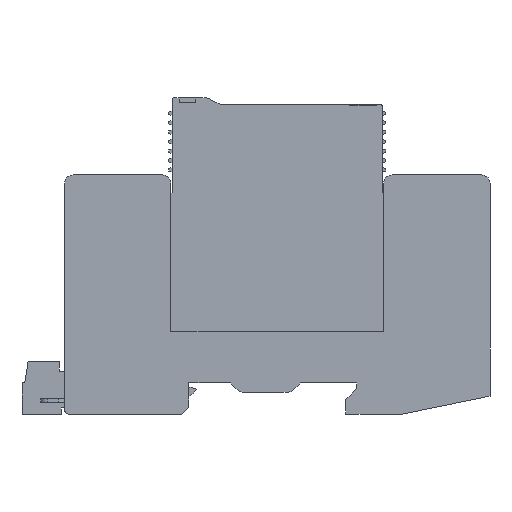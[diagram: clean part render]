
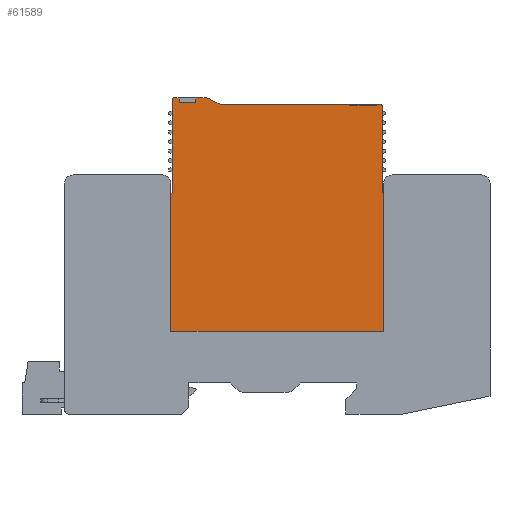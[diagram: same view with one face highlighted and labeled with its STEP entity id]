
A CAD part, front view. The second image highlights one B-rep face of the part: STEP entity #61589.
In plain terms, the highlighted planar face has unit normal (0, -1, 0).
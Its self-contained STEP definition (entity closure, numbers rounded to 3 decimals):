
#59575=DIRECTION('',(0.,0.,1.));
#59576=VECTOR('',#59575,29.3);
#59577=CARTESIAN_POINT('',(9.51,-22.35,
26.396));
#59578=LINE('',#59577,#59576);
#59596=CARTESIAN_POINT('',(-34.94,-22.35,
75.496));
#59597=DIRECTION('',(0.,1.,0.));
#59598=DIRECTION('',(-1.,0.,0.));
#59599=AXIS2_PLACEMENT_3D('',#59596,#59597,#59598);
#59604=DIRECTION('',(0.,0.,-1.));
#59605=VECTOR('',#59604,1.);
#59606=CARTESIAN_POINT('',(-33.747,-22.35,
75.796));
#59607=LINE('',#59606,#59605);
#59611=DIRECTION('',(1.,0.,0.));
#59612=VECTOR('',#59611,3.5);
#59613=CARTESIAN_POINT('',(-33.747,-22.35,
74.796));
#59614=LINE('',#59613,#59612);
#59618=CARTESIAN_POINT('',(-28.04,-22.35,
74.746));
#59619=DIRECTION('',(0.,1.,0.));
#59620=DIRECTION('',(0.,0.,1.));
#59621=AXIS2_PLACEMENT_3D('',#59618,#59619,#59620);
#59626=DIRECTION('',(0.891,0.,-0.454));
#59627=VECTOR('',#59626,2.802);
#59628=CARTESIAN_POINT('',(-27.563,-22.35,
75.682));
#59629=LINE('',#59628,#59627);
#59633=CARTESIAN_POINT('',(-24.59,-22.35,
75.346));
#59634=DIRECTION('',(0.,-1.,0.));
#59635=DIRECTION('',(-0.454,0.,-0.891));
#59636=AXIS2_PLACEMENT_3D('',#59633,#59634,#59635);
#59641=DIRECTION('',(0.,0.,-1.));
#59642=VECTOR('',#59641,0.1);
#59643=CARTESIAN_POINT('',(2.36,-22.35,
74.296));
#59644=LINE('',#59643,#59642);
#59648=DIRECTION('',(1.,0.,0.));
#59649=VECTOR('',#59648,5.6);
#59650=CARTESIAN_POINT('',(2.36,-22.35,
74.196));
#59651=LINE('',#59650,#59649);
#59655=DIRECTION('',(0.,0.,1.));
#59656=VECTOR('',#59655,0.1);
#59657=CARTESIAN_POINT('',(7.96,-22.35,
74.196));
#59658=LINE('',#59657,#59656);
#59662=CARTESIAN_POINT('',(8.96,-22.35,
73.996));
#59663=DIRECTION('',(0.,1.,0.));
#59664=DIRECTION('',(0.,0.,1.));
#59665=AXIS2_PLACEMENT_3D('',#59662,#59663,#59664);
#59670=DIRECTION('',(0.,0.,1.));
#59671=VECTOR('',#59670,18.3);
#59672=CARTESIAN_POINT('',(9.26,-22.35,
55.696));
#59673=LINE('',#59672,#59671);
#59754=DIRECTION('',(-1.,0.,0.));
#59755=VECTOR('',#59754,0.25);
#59756=CARTESIAN_POINT('',(9.51,-22.35,
55.696));
#59757=LINE('',#59756,#59755);
#59775=DIRECTION('',(-1.,0.,0.));
#59776=VECTOR('',#59775,1.);
#59777=CARTESIAN_POINT('',(8.96,-22.35,
74.296));
#59778=LINE('',#59777,#59776);
#59782=DIRECTION('',(-1.,0.,0.));
#59783=VECTOR('',#59782,26.95);
#59784=CARTESIAN_POINT('',(2.36,-22.35,
74.296));
#59785=LINE('',#59784,#59783);
#59887=DIRECTION('',(-1.,0.,0.));
#59888=VECTOR('',#59887,2.207);
#59889=CARTESIAN_POINT('',(-28.04,-22.35,
75.796));
#59890=LINE('',#59889,#59888);
#59894=DIRECTION('',(0.,0.,-1.));
#59895=VECTOR('',#59894,1.);
#59896=CARTESIAN_POINT('',(-30.247,-22.35,
75.796));
#59897=LINE('',#59896,#59895);
#59943=DIRECTION('',(-1.,0.,0.));
#59944=VECTOR('',#59943,1.193);
#59945=CARTESIAN_POINT('',(-33.747,-22.35,
75.796));
#59946=LINE('',#59945,#59944);
#59985=DIRECTION('',(0.,0.,-1.));
#59986=VECTOR('',#59985,19.8);
#59987=CARTESIAN_POINT('',(-35.24,-22.35,
75.496));
#59988=LINE('',#59987,#59986);
#60041=DIRECTION('',(-1.,0.,0.));
#60042=VECTOR('',#60041,0.25);
#60043=CARTESIAN_POINT('',(-35.24,-22.35,
55.696));
#60044=LINE('',#60043,#60042);
#60062=DIRECTION('',(0.,0.,-1.));
#60063=VECTOR('',#60062,29.3);
#60064=CARTESIAN_POINT('',(-35.49,-22.35,
55.696));
#60065=LINE('',#60064,#60063);
#60083=DIRECTION('',(1.,0.,0.));
#60084=VECTOR('',#60083,45.);
#60085=CARTESIAN_POINT('',(-35.49,-22.35,
26.396));
#60086=LINE('',#60085,#60084);
#61204=CARTESIAN_POINT('',(9.51,-22.35,
26.396));
#61205=CARTESIAN_POINT('',(9.51,-22.35,
55.696));
#61206=VERTEX_POINT('',#61204);
#61207=VERTEX_POINT('',#61205);
#61208=CARTESIAN_POINT('',(9.26,-22.35,
55.696));
#61209=CARTESIAN_POINT('',(9.26,-22.35,
73.996));
#61210=VERTEX_POINT('',#61208);
#61211=VERTEX_POINT('',#61209);
#61212=CARTESIAN_POINT('',(-35.49,-22.35,
26.396));
#61213=VERTEX_POINT('',#61212);
#61214=CARTESIAN_POINT('',(-35.49,-22.35,
55.696));
#61215=VERTEX_POINT('',#61214);
#61216=CARTESIAN_POINT('',(-35.24,-22.35,
55.696));
#61217=VERTEX_POINT('',#61216);
#61218=CARTESIAN_POINT('',(-35.24,-22.35,
75.496));
#61219=VERTEX_POINT('',#61218);
#61220=CARTESIAN_POINT('',(-34.94,-22.35,
75.796));
#61221=VERTEX_POINT('',#61220);
#61222=CARTESIAN_POINT('',(-33.747,-22.35,
75.796));
#61223=VERTEX_POINT('',#61222);
#61224=CARTESIAN_POINT('',(-33.747,-22.35,
74.796));
#61225=VERTEX_POINT('',#61224);
#61226=CARTESIAN_POINT('',(-30.247,-22.35,
74.796));
#61227=VERTEX_POINT('',#61226);
#61228=CARTESIAN_POINT('',(-30.247,-22.35,
75.796));
#61229=VERTEX_POINT('',#61228);
#61230=CARTESIAN_POINT('',(-28.04,-22.35,
75.796));
#61231=VERTEX_POINT('',#61230);
#61232=CARTESIAN_POINT('',(-27.563,-22.35,
75.682));
#61233=VERTEX_POINT('',#61232);
#61234=CARTESIAN_POINT('',(-25.066,-22.35,
74.411));
#61235=VERTEX_POINT('',#61234);
#61236=CARTESIAN_POINT('',(-24.59,-22.35,
74.296));
#61237=VERTEX_POINT('',#61236);
#61238=CARTESIAN_POINT('',(2.36,-22.35,
74.296));
#61239=VERTEX_POINT('',#61238);
#61240=CARTESIAN_POINT('',(2.36,-22.35,
74.196));
#61241=VERTEX_POINT('',#61240);
#61242=CARTESIAN_POINT('',(7.96,-22.35,
74.196));
#61243=VERTEX_POINT('',#61242);
#61244=CARTESIAN_POINT('',(7.96,-22.35,
74.296));
#61245=VERTEX_POINT('',#61244);
#61246=CARTESIAN_POINT('',(8.96,-22.35,
74.296));
#61247=VERTEX_POINT('',#61246);
#61539=CARTESIAN_POINT('',(-75.735,-22.35,
64.996));
#61540=DIRECTION('',(0.,1.,0.));
#61541=DIRECTION('',(1.,0.,0.));
#61542=AXIS2_PLACEMENT_3D('',#61539,#61540,#61541);
#61543=PLANE('',#61542);
#61545=ORIENTED_EDGE('',*,*,#61544,.F.);
#61547=ORIENTED_EDGE('',*,*,#61546,.F.);
#61548=ORIENTED_EDGE('',*,*,#61529,.F.);
#61550=ORIENTED_EDGE('',*,*,#61549,.F.);
#61552=ORIENTED_EDGE('',*,*,#61551,.F.);
#61554=ORIENTED_EDGE('',*,*,#61553,.F.);
#61556=ORIENTED_EDGE('',*,*,#61555,.F.);
#61558=ORIENTED_EDGE('',*,*,#61557,.T.);
#61560=ORIENTED_EDGE('',*,*,#61559,.F.);
#61562=ORIENTED_EDGE('',*,*,#61561,.T.);
#61564=ORIENTED_EDGE('',*,*,#61563,.T.);
#61566=ORIENTED_EDGE('',*,*,#61565,.F.);
#61568=ORIENTED_EDGE('',*,*,#61567,.F.);
#61570=ORIENTED_EDGE('',*,*,#61569,.T.);
#61572=ORIENTED_EDGE('',*,*,#61571,.T.);
#61574=ORIENTED_EDGE('',*,*,#61573,.T.);
#61576=ORIENTED_EDGE('',*,*,#61575,.F.);
#61578=ORIENTED_EDGE('',*,*,#61577,.T.);
#61580=ORIENTED_EDGE('',*,*,#61579,.T.);
#61582=ORIENTED_EDGE('',*,*,#61581,.T.);
#61584=ORIENTED_EDGE('',*,*,#61583,.F.);
#61586=ORIENTED_EDGE('',*,*,#61585,.T.);
#61587=EDGE_LOOP('',(#61545,#61547,#61548,#61550,#61552,#61554,#61556,#61558,
#61560,#61562,#61564,#61566,#61568,#61570,#61572,#61574,#61576,#61578,#61580,
#61582,#61584,#61586));
#61588=FACE_OUTER_BOUND('',#61587,.F.);
#59600=CIRCLE('',#59599,0.3);
#59622=CIRCLE('',#59621,1.05);
#59637=CIRCLE('',#59636,1.05);
#59666=CIRCLE('',#59665,0.3);
#61529=EDGE_CURVE('',#61206,#61207,#59578,.T.);
#61544=EDGE_CURVE('',#61210,#61211,#59673,.T.);
#61546=EDGE_CURVE('',#61207,#61210,#59757,.T.);
#61549=EDGE_CURVE('',#61213,#61206,#60086,.T.);
#61551=EDGE_CURVE('',#61215,#61213,#60065,.T.);
#61553=EDGE_CURVE('',#61217,#61215,#60044,.T.);
#61555=EDGE_CURVE('',#61219,#61217,#59988,.T.);
#61557=EDGE_CURVE('',#61219,#61221,#59600,.T.);
#61559=EDGE_CURVE('',#61223,#61221,#59946,.T.);
#61561=EDGE_CURVE('',#61223,#61225,#59607,.T.);
#61563=EDGE_CURVE('',#61225,#61227,#59614,.T.);
#61565=EDGE_CURVE('',#61229,#61227,#59897,.T.);
#61567=EDGE_CURVE('',#61231,#61229,#59890,.T.);
#61569=EDGE_CURVE('',#61231,#61233,#59622,.T.);
#61571=EDGE_CURVE('',#61233,#61235,#59629,.T.);
#61573=EDGE_CURVE('',#61235,#61237,#59637,.T.);
#61575=EDGE_CURVE('',#61239,#61237,#59785,.T.);
#61577=EDGE_CURVE('',#61239,#61241,#59644,.T.);
#61579=EDGE_CURVE('',#61241,#61243,#59651,.T.);
#61581=EDGE_CURVE('',#61243,#61245,#59658,.T.);
#61583=EDGE_CURVE('',#61247,#61245,#59778,.T.);
#61585=EDGE_CURVE('',#61247,#61211,#59666,.T.);
#61589=ADVANCED_FACE('',(#61588),#61543,.F.);
